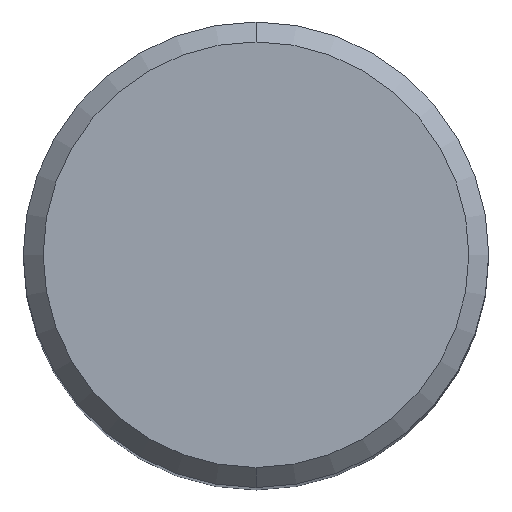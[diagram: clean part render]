
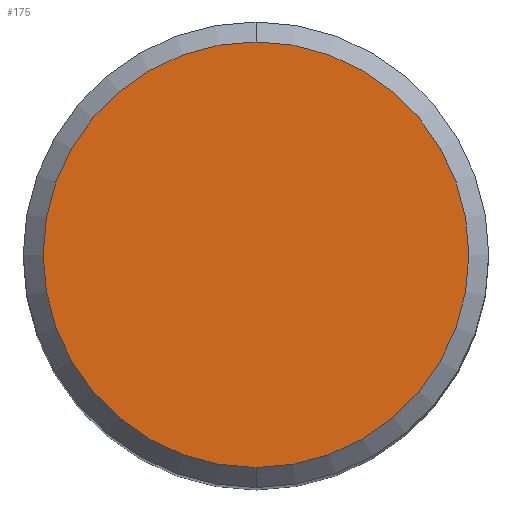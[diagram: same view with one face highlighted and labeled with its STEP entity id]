
A CAD part, top view. The second image highlights one B-rep face of the part: STEP entity #175.
In plain terms, the highlighted planar face has unit normal (0, 0, 1).
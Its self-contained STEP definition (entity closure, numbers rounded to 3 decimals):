
#175=ADVANCED_FACE('',(#474),#475,.T.);
#265=EDGE_CURVE('',#317,#381,#574,.T.);
#317=VERTEX_POINT('',#629);
#359=EDGE_CURVE('',#381,#317,#677,.T.);
#381=VERTEX_POINT('',#702);
#474=FACE_OUTER_BOUND('',#821,.T.);
#475=PLANE('',#822);
#574=CIRCLE('',#990,6.4);
#629=CARTESIAN_POINT('',(0.,-6.4,0.0));
#677=CIRCLE('',#1302,6.4);
#702=CARTESIAN_POINT('',(0.0,6.4,0.0));
#821=EDGE_LOOP('',(#1476,#1477));
#822=AXIS2_PLACEMENT_3D('',#1478,#1479,#1480);
#990=AXIS2_PLACEMENT_3D('',#1601,#1602,#1603);
#1302=AXIS2_PLACEMENT_3D('',#1693,#1694,#1695);
#1476=ORIENTED_EDGE('',*,*,#359,.F.);
#1477=ORIENTED_EDGE('',*,*,#265,.F.);
#1478=CARTESIAN_POINT('',(0.0,3.2,0.0));
#1479=DIRECTION('',(-0.0,0.0,1.0));
#1480=DIRECTION('',(0.0,-1.0,0.0));
#1601=CARTESIAN_POINT('',(0.0,0.0,0.0));
#1602=DIRECTION('',(0.0,0.0,-1.0));
#1603=DIRECTION('',(0.0,1.0,0.0));
#1693=CARTESIAN_POINT('',(0.0,0.0,0.0));
#1694=DIRECTION('',(0.0,0.0,-1.0));
#1695=DIRECTION('',(0.0,1.0,0.0));
